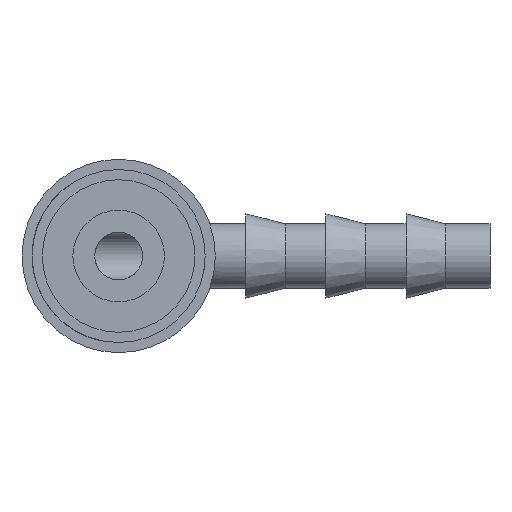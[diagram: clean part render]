
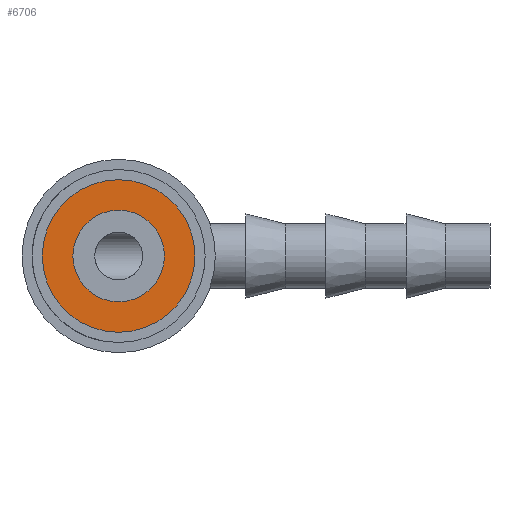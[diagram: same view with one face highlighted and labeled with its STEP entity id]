
A CAD part, left-side view. The second image highlights one B-rep face of the part: STEP entity #6706.
In plain terms, the highlighted planar face has unit normal (-1, 0, 0).
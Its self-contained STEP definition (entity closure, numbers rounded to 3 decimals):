
#145 = CARTESIAN_POINT ( 'NONE',  ( 0., 0., 0. ) ) ;
#274 = DIRECTION ( 'NONE',  ( 0., 0., 1. ) ) ;
#343 = VERTEX_POINT ( 'NONE', #6385 ) ;
#473 = CARTESIAN_POINT ( 'NONE',  ( 0., 0., 7.5 ) ) ;
#591 = ORIENTED_EDGE ( 'NONE', *, *, #8078, .T. ) ;
#993 = ORIENTED_EDGE ( 'NONE', *, *, #3287, .T. ) ;
#1312 = FACE_BOUND ( 'NONE', #7023, .T. ) ;
#1490 = ORIENTED_EDGE ( 'NONE', *, *, #8499, .T. ) ;
#2773 = DIRECTION ( 'NONE',  ( 0., 0., -1. ) ) ;
#3097 = CARTESIAN_POINT ( 'NONE',  ( 0., 0., 0. ) ) ;
#3287 = EDGE_CURVE ( 'NONE', #5361, #7321, #4325, .T. ) ;
#3959 = CARTESIAN_POINT ( 'NONE',  ( 0., 0., 0. ) ) ;
#3974 = ORIENTED_EDGE ( 'NONE', *, *, #7441, .T. ) ;
#4039 = AXIS2_PLACEMENT_3D ( 'NONE', #3959, #6617, #2773 ) ;
#4141 = DIRECTION ( 'NONE',  ( 0., 0., -1. ) ) ;
#4317 = CIRCLE ( 'NONE', #4589, 4.5 ) ;
#4325 = CIRCLE ( 'NONE', #5439, 7.5 ) ;
#4409 = EDGE_LOOP ( 'NONE', ( #993, #1490 ) ) ;
#4589 = AXIS2_PLACEMENT_3D ( 'NONE', #5942, #6030, #5331 ) ;
#5331 = DIRECTION ( 'NONE',  ( 0., 0., -1. ) ) ;
#5361 = VERTEX_POINT ( 'NONE', #473 ) ;
#5439 = AXIS2_PLACEMENT_3D ( 'NONE', #3097, #7678, #5627 ) ;
#5490 = CARTESIAN_POINT ( 'NONE',  ( 0., 0., 0. ) ) ;
#5627 = DIRECTION ( 'NONE',  ( 0., 0., 1. ) ) ;
#5942 = CARTESIAN_POINT ( 'NONE',  ( 0., 0., 0. ) ) ;
#6030 = DIRECTION ( 'NONE',  ( 1., 0., 0. ) ) ;
#6138 = AXIS2_PLACEMENT_3D ( 'NONE', #145, #8116, #274 ) ;
#6150 = PLANE ( 'NONE',  #8482 ) ;
#6385 = CARTESIAN_POINT ( 'NONE',  ( 0., 0., -4.5 ) ) ;
#6617 = DIRECTION ( 'NONE',  ( 1., 0., 0. ) ) ;
#6706 = ADVANCED_FACE ( 'NONE', ( #1312, #7455 ), #6150, .F. ) ;
#7001 = VERTEX_POINT ( 'NONE', #7975 ) ;
#7023 = EDGE_LOOP ( 'NONE', ( #591, #3974 ) ) ;
#7164 = CARTESIAN_POINT ( 'NONE',  ( 0., 0., -7.5 ) ) ;
#7321 = VERTEX_POINT ( 'NONE', #7164 ) ;
#7382 = CIRCLE ( 'NONE', #6138, 7.5 ) ;
#7441 = EDGE_CURVE ( 'NONE', #343, #7001, #4317, .T. ) ;
#7455 = FACE_OUTER_BOUND ( 'NONE', #4409, .T. ) ;
#7678 = DIRECTION ( 'NONE',  ( -1., 0., 0. ) ) ;
#7975 = CARTESIAN_POINT ( 'NONE',  ( 0., 0., 4.5 ) ) ;
#7980 = DIRECTION ( 'NONE',  ( 1., 0., 0. ) ) ;
#8074 = CIRCLE ( 'NONE', #4039, 4.5 ) ;
#8078 = EDGE_CURVE ( 'NONE', #7001, #343, #8074, .T. ) ;
#8116 = DIRECTION ( 'NONE',  ( -1., 0., 0. ) ) ;
#8482 = AXIS2_PLACEMENT_3D ( 'NONE', #5490, #7980, #4141 ) ;
#8499 = EDGE_CURVE ( 'NONE', #7321, #5361, #7382, .T. ) ;
